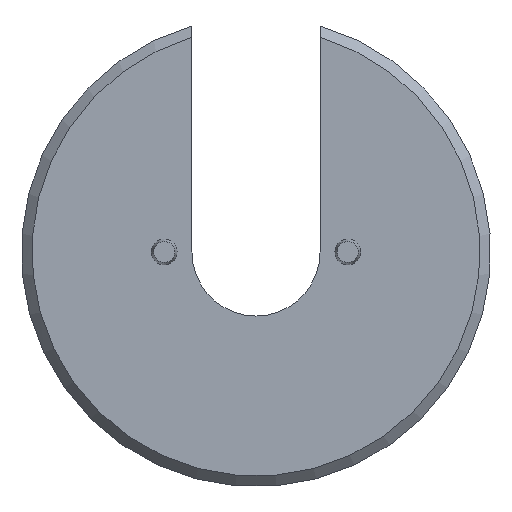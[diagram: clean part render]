
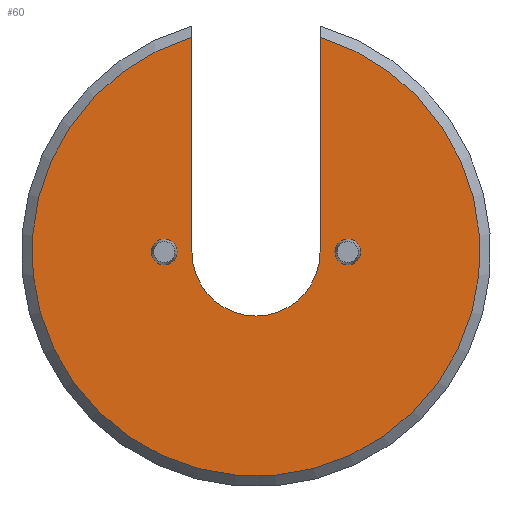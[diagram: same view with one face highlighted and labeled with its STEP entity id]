
A CAD part, front view. The second image highlights one B-rep face of the part: STEP entity #60.
In plain terms, the highlighted planar face has unit normal (0, -1, 0).
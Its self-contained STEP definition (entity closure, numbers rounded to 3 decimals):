
#60 = ADVANCED_FACE( '', ( #119, #120, #121 ), #122, .F. );
#119 = FACE_OUTER_BOUND( '', #174, .T. );
#120 = FACE_BOUND( '', #175, .T. );
#121 = FACE_BOUND( '', #176, .T. );
#122 = PLANE( '', #177 );
#174 = EDGE_LOOP( '', ( #270, #271, #272, #273 ) );
#175 = EDGE_LOOP( '', ( #274 ) );
#176 = EDGE_LOOP( '', ( #275 ) );
#177 = AXIS2_PLACEMENT_3D( '', #276, #277, #278 );
#270 = ORIENTED_EDGE( '', *, *, #322, .F. );
#271 = ORIENTED_EDGE( '', *, *, #308, .T. );
#272 = ORIENTED_EDGE( '', *, *, #318, .T. );
#273 = ORIENTED_EDGE( '', *, *, #314, .T. );
#274 = ORIENTED_EDGE( '', *, *, #297, .F. );
#275 = ORIENTED_EDGE( '', *, *, #304, .F. );
#276 = CARTESIAN_POINT( '', ( 10.5, 0., 0. ) );
#277 = DIRECTION( '', ( 0., 1., 0. ) );
#278 = DIRECTION( '', ( 0., 0., 1. ) );
#297 = EDGE_CURVE( '', #340, #340, #341, .F. );
#304 = EDGE_CURVE( '', #351, #351, #352, .F. );
#308 = EDGE_CURVE( '', #357, #358, #359, .T. );
#314 = EDGE_CURVE( '', #368, #366, #369, .T. );
#318 = EDGE_CURVE( '', #358, #368, #373, .T. );
#322 = EDGE_CURVE( '', #357, #366, #377, .T. );
#340 = VERTEX_POINT( '', #402 );
#341 = CIRCLE( '', #403, 0.6 );
#351 = VERTEX_POINT( '', #415 );
#352 = CIRCLE( '', #416, 0.6 );
#357 = VERTEX_POINT( '', #421 );
#358 = VERTEX_POINT( '', #422 );
#359 = CIRCLE( '', #423, 3. );
#366 = VERTEX_POINT( '', #432 );
#368 = VERTEX_POINT( '', #437 );
#369 = CIRCLE( '', #438, 10.5 );
#373 = LINE( '', #445, #446 );
#377 = LINE( '', #452, #453 );
#402 = CARTESIAN_POINT( '', ( 4.3, 0., 0.6 ) );
#403 = AXIS2_PLACEMENT_3D( '', #469, #470, #471 );
#415 = CARTESIAN_POINT( '', ( -4.3, 0., 0.6 ) );
#416 = AXIS2_PLACEMENT_3D( '', #480, #481, #482 );
#421 = CARTESIAN_POINT( '', ( 3., 0., 0. ) );
#422 = CARTESIAN_POINT( '', ( -3., 0., 0. ) );
#423 = AXIS2_PLACEMENT_3D( '', #486, #487, #488 );
#432 = CARTESIAN_POINT( '', ( 3., 0., 10.062 ) );
#437 = CARTESIAN_POINT( '', ( -3., 0., 10.062 ) );
#438 = AXIS2_PLACEMENT_3D( '', #494, #495, #496 );
#445 = CARTESIAN_POINT( '', ( -3., 0., 0. ) );
#446 = VECTOR( '', #497, 1000. );
#452 = CARTESIAN_POINT( '', ( 3., 0., 0. ) );
#453 = VECTOR( '', #500, 1000. );
#469 = CARTESIAN_POINT( '', ( 4.3, 0., 0. ) );
#470 = DIRECTION( '', ( 0., 1., 0. ) );
#471 = DIRECTION( '', ( 0., 0., 1. ) );
#480 = CARTESIAN_POINT( '', ( -4.3, 0., 0. ) );
#481 = DIRECTION( '', ( 0., 1., 0. ) );
#482 = DIRECTION( '', ( 0., 0., 1. ) );
#486 = CARTESIAN_POINT( '', ( 0., 0., 0. ) );
#487 = DIRECTION( '', ( 0., 1., 0. ) );
#488 = DIRECTION( '', ( 1., 0., 0. ) );
#494 = CARTESIAN_POINT( '', ( 0., 0., 0. ) );
#495 = DIRECTION( '', ( 0., -1., 0. ) );
#496 = DIRECTION( '', ( 0., 0., -1. ) );
#497 = DIRECTION( '', ( 0., 0., 1. ) );
#500 = DIRECTION( '', ( 0., 0., 1. ) );
